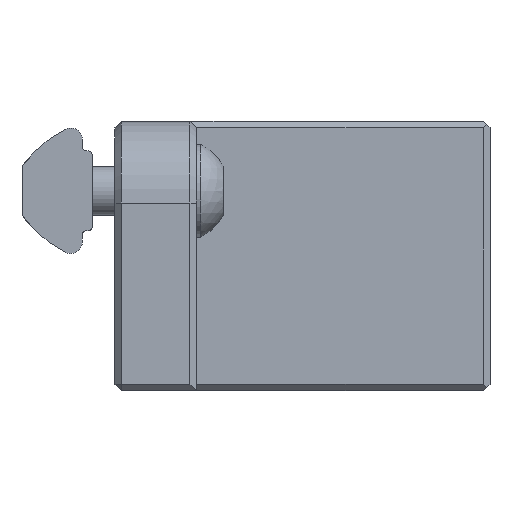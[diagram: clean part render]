
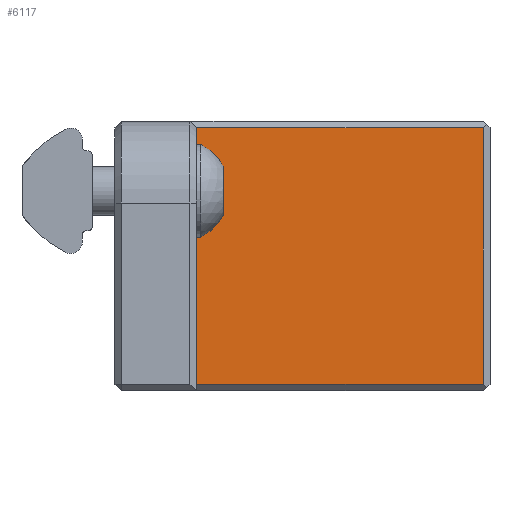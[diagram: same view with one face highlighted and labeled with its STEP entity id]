
A CAD part, front view. The second image highlights one B-rep face of the part: STEP entity #6117.
In plain terms, the highlighted planar face has unit normal (0, -1, 0).
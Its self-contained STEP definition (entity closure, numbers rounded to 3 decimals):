
#448=PLANE('',#6593);
#789=FACE_OUTER_BOUND('',#1155,.T.);
#1155=EDGE_LOOP('',(#5352,#5353,#5354,#5355));
#1700=LINE('',#11562,#2349);
#1722=LINE('',#11607,#2371);
#1723=LINE('',#11610,#2372);
#1724=LINE('',#11611,#2373);
#2349=VECTOR('',#7836,10.);
#2371=VECTOR('',#7872,10.);
#2372=VECTOR('',#7875,10.);
#2373=VECTOR('',#7876,10.);
#3025=VERTEX_POINT('',#11540);
#3032=VERTEX_POINT('',#11560);
#3048=VERTEX_POINT('',#11605);
#3049=VERTEX_POINT('',#11609);
#3816=EDGE_CURVE('',#3025,#3032,#1700,.T.);
#3839=EDGE_CURVE('',#3048,#3032,#1722,.T.);
#3840=EDGE_CURVE('',#3049,#3048,#1723,.T.);
#3841=EDGE_CURVE('',#3025,#3049,#1724,.T.);
#5352=ORIENTED_EDGE('',*,*,#3839,.F.);
#5353=ORIENTED_EDGE('',*,*,#3840,.F.);
#5354=ORIENTED_EDGE('',*,*,#3841,.F.);
#5355=ORIENTED_EDGE('',*,*,#3816,.T.);
#6117=ADVANCED_FACE('',(#789),#448,.T.);
#6593=AXIS2_PLACEMENT_3D('',#11608,#7873,#7874);
#7836=DIRECTION('',(0.,0.,-1.));
#7872=DIRECTION('',(-1.,0.,0.));
#7873=DIRECTION('center_axis',(0.,-1.,0.));
#7874=DIRECTION('ref_axis',(0.,0.,-1.));
#7875=DIRECTION('',(0.,0.,-1.));
#7876=DIRECTION('',(1.,0.,0.));
#11540=CARTESIAN_POINT('',(2.,38.208,23.222));
#11560=CARTESIAN_POINT('',(2.,38.208,7.522));
#11562=CARTESIAN_POINT('',(2.,38.208,15.372));
#11605=CARTESIAN_POINT('',(19.6,38.208,7.522));
#11607=CARTESIAN_POINT('',(2.55,38.208,7.522));
#11608=CARTESIAN_POINT('Origin',(8.1,38.208,15.372));
#11609=CARTESIAN_POINT('',(19.6,38.208,23.222));
#11610=CARTESIAN_POINT('',(19.6,38.208,11.247));
#11611=CARTESIAN_POINT('',(2.55,38.208,23.222));
